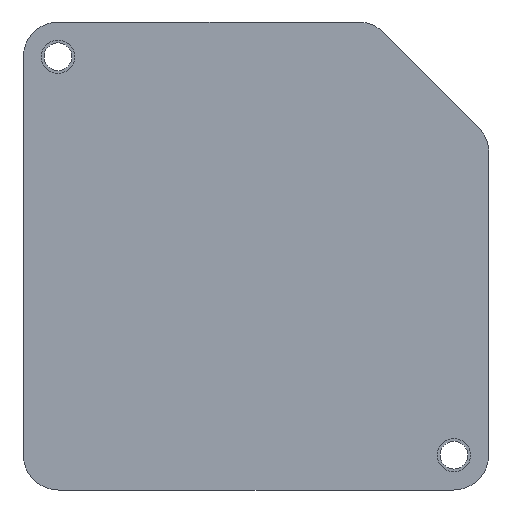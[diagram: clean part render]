
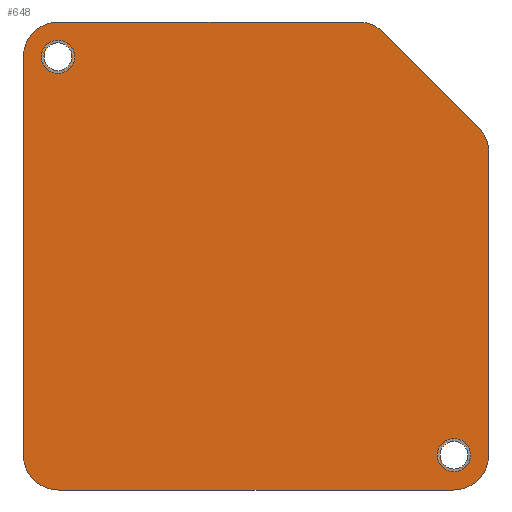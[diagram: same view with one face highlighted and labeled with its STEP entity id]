
A CAD part, front view. The second image highlights one B-rep face of the part: STEP entity #648.
In plain terms, the highlighted planar face has unit normal (0, -1, 0).
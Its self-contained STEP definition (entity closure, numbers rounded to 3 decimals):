
#302=DIRECTION('',(0.,0.,-1.));
#303=VECTOR('',#302,35.789);
#304=CARTESIAN_POINT('',(0.,-0.76,-3.175));
#305=LINE('',#304,#303);
#306=CARTESIAN_POINT('',(3.175,-0.76,-3.175));
#307=DIRECTION('',(0.,-1.,0.));
#308=DIRECTION('',(0.,0.,1.));
#309=AXIS2_PLACEMENT_3D('',#306,#307,#308);
#311=DIRECTION('',(-1.,0.,0.));
#312=VECTOR('',#311,27.006);
#313=CARTESIAN_POINT('',(30.181,-0.76,0.));
#314=LINE('',#313,#312);
#315=CARTESIAN_POINT('',(30.181,-0.76,-3.175));
#316=DIRECTION('',(0.,-1.,0.));
#317=DIRECTION('',(0.707,0.,0.707));
#318=AXIS2_PLACEMENT_3D('',#315,#316,#317);
#320=DIRECTION('',(-0.707,0.,0.707));
#321=VECTOR('',#320,12.097);
#322=CARTESIAN_POINT('',(40.98,-0.76,-9.484));
#323=LINE('',#322,#321);
#324=CARTESIAN_POINT('',(38.735,-0.76,-11.729));
#325=DIRECTION('',(0.,-1.,0.));
#326=DIRECTION('',(1.,0.,0.));
#327=AXIS2_PLACEMENT_3D('',#324,#325,#326);
#329=DIRECTION('',(0.,0.,1.));
#330=VECTOR('',#329,27.234);
#331=CARTESIAN_POINT('',(41.91,-0.76,-38.964));
#332=LINE('',#331,#330);
#333=CARTESIAN_POINT('',(38.735,-0.76,-38.964));
#334=DIRECTION('',(0.,-1.,0.));
#335=DIRECTION('',(0.,0.,-1.));
#336=AXIS2_PLACEMENT_3D('',#333,#334,#335);
#338=DIRECTION('',(1.,0.,0.));
#339=VECTOR('',#338,35.56);
#340=CARTESIAN_POINT('',(3.175,-0.76,-42.139));
#341=LINE('',#340,#339);
#342=CARTESIAN_POINT('',(3.175,-0.76,-38.964));
#343=DIRECTION('',(0.,-1.,0.));
#344=DIRECTION('',(-1.,0.,0.));
#345=AXIS2_PLACEMENT_3D('',#342,#343,#344);
#347=CARTESIAN_POINT('',(3.125,-0.76,-3.125));
#348=DIRECTION('',(0.,1.,0.));
#349=DIRECTION('',(1.,0.,0.));
#350=AXIS2_PLACEMENT_3D('',#347,#348,#349);
#352=CARTESIAN_POINT('',(3.125,-0.76,-3.125));
#353=DIRECTION('',(0.,1.,0.));
#354=DIRECTION('',(-1.,0.,0.));
#355=AXIS2_PLACEMENT_3D('',#352,#353,#354);
#357=CARTESIAN_POINT('',(38.78,-0.76,-39.));
#358=DIRECTION('',(0.,1.,0.));
#359=DIRECTION('',(1.,0.,0.));
#360=AXIS2_PLACEMENT_3D('',#357,#358,#359);
#362=CARTESIAN_POINT('',(38.78,-0.76,-39.));
#363=DIRECTION('',(0.,1.,0.));
#364=DIRECTION('',(-1.,0.,0.));
#365=AXIS2_PLACEMENT_3D('',#362,#363,#364);
#403=CARTESIAN_POINT('',(0.,-0.76,-3.175));
#404=CARTESIAN_POINT('',(0.,-0.76,-38.964));
#405=VERTEX_POINT('',#403);
#406=VERTEX_POINT('',#404);
#407=CARTESIAN_POINT('',(3.175,-0.76,-42.139));
#408=VERTEX_POINT('',#407);
#409=CARTESIAN_POINT('',(38.735,-0.76,-42.139));
#410=VERTEX_POINT('',#409);
#411=CARTESIAN_POINT('',(41.91,-0.76,-38.964));
#412=VERTEX_POINT('',#411);
#413=CARTESIAN_POINT('',(41.91,-0.76,-11.729));
#414=VERTEX_POINT('',#413);
#415=CARTESIAN_POINT('',(40.98,-0.76,-9.484));
#416=VERTEX_POINT('',#415);
#417=CARTESIAN_POINT('',(32.426,-0.76,-0.93));
#418=VERTEX_POINT('',#417);
#419=CARTESIAN_POINT('',(30.181,-0.76,0.));
#420=VERTEX_POINT('',#419);
#421=CARTESIAN_POINT('',(3.175,-0.76,0.));
#422=VERTEX_POINT('',#421);
#427=CARTESIAN_POINT('',(4.375,-0.76,-3.125));
#428=CARTESIAN_POINT('',(1.875,-0.76,-3.125));
#429=VERTEX_POINT('',#427);
#430=VERTEX_POINT('',#428);
#435=CARTESIAN_POINT('',(40.03,-0.76,-39.));
#436=CARTESIAN_POINT('',(37.53,-0.76,-39.));
#437=VERTEX_POINT('',#435);
#438=VERTEX_POINT('',#436);
#619=CARTESIAN_POINT('',(0.,-0.76,0.));
#620=DIRECTION('',(0.,-1.,0.));
#621=DIRECTION('',(1.,0.,0.));
#622=AXIS2_PLACEMENT_3D('',#619,#620,#621);
#623=PLANE('',#622);
#624=ORIENTED_EDGE('',*,*,#487,.F.);
#625=ORIENTED_EDGE('',*,*,#502,.F.);
#626=ORIENTED_EDGE('',*,*,#516,.F.);
#627=ORIENTED_EDGE('',*,*,#530,.F.);
#628=ORIENTED_EDGE('',*,*,#544,.F.);
#629=ORIENTED_EDGE('',*,*,#558,.F.);
#630=ORIENTED_EDGE('',*,*,#572,.F.);
#631=ORIENTED_EDGE('',*,*,#586,.F.);
#632=ORIENTED_EDGE('',*,*,#600,.F.);
#633=ORIENTED_EDGE('',*,*,#613,.F.);
#634=EDGE_LOOP('',(#624,#625,#626,#627,#628,#629,#630,#631,#632,#633));
#635=FACE_OUTER_BOUND('',#634,.F.);
#637=ORIENTED_EDGE('',*,*,#636,.F.);
#639=ORIENTED_EDGE('',*,*,#638,.F.);
#640=EDGE_LOOP('',(#637,#639));
#641=FACE_BOUND('',#640,.F.);
#643=ORIENTED_EDGE('',*,*,#642,.F.);
#645=ORIENTED_EDGE('',*,*,#644,.F.);
#646=EDGE_LOOP('',(#643,#645));
#647=FACE_BOUND('',#646,.F.);
#648=ADVANCED_FACE('',(#635,#641,#647),#623,.T.);
#310=CIRCLE('',#309,3.175);
#319=CIRCLE('',#318,3.175);
#328=CIRCLE('',#327,3.175);
#337=CIRCLE('',#336,3.175);
#346=CIRCLE('',#345,3.175);
#351=CIRCLE('',#350,1.25);
#356=CIRCLE('',#355,1.25);
#361=CIRCLE('',#360,1.25);
#366=CIRCLE('',#365,1.25);
#487=EDGE_CURVE('',#405,#406,#305,.T.);
#502=EDGE_CURVE('',#422,#405,#310,.T.);
#516=EDGE_CURVE('',#420,#422,#314,.T.);
#530=EDGE_CURVE('',#418,#420,#319,.T.);
#544=EDGE_CURVE('',#416,#418,#323,.T.);
#558=EDGE_CURVE('',#414,#416,#328,.T.);
#572=EDGE_CURVE('',#412,#414,#332,.T.);
#586=EDGE_CURVE('',#410,#412,#337,.T.);
#600=EDGE_CURVE('',#408,#410,#341,.T.);
#613=EDGE_CURVE('',#406,#408,#346,.T.);
#636=EDGE_CURVE('',#429,#430,#351,.T.);
#638=EDGE_CURVE('',#430,#429,#356,.T.);
#642=EDGE_CURVE('',#437,#438,#361,.T.);
#644=EDGE_CURVE('',#438,#437,#366,.T.);
